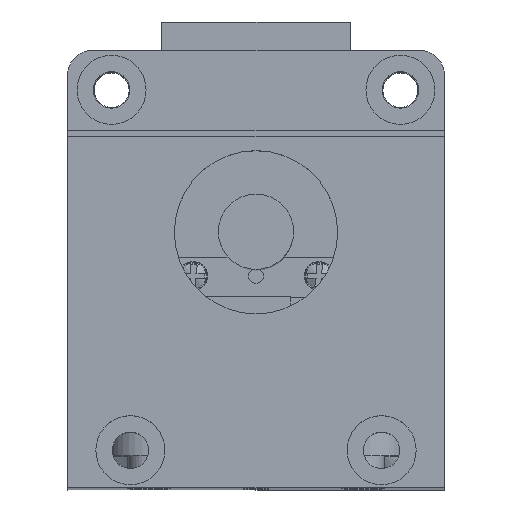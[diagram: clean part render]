
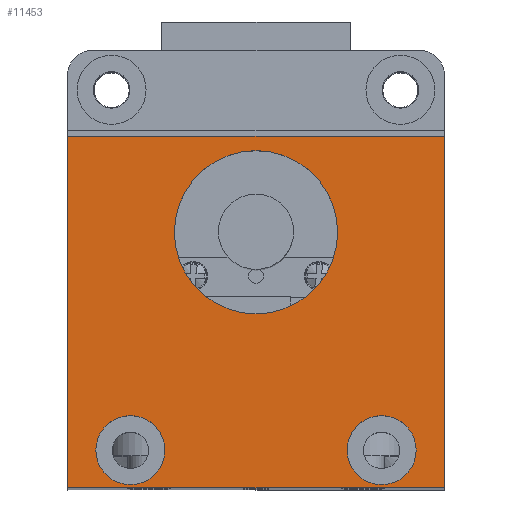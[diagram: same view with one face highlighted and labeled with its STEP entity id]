
A CAD part, top view. The second image highlights one B-rep face of the part: STEP entity #11453.
In plain terms, the highlighted planar face has unit normal (0, 0, 1).
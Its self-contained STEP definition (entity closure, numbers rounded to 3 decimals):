
#860=FACE_BOUND('',#2538,.T.);
#861=FACE_BOUND('',#2539,.T.);
#862=FACE_BOUND('',#2540,.T.);
#1225=CIRCLE('',#12507,2.75);
#1226=CIRCLE('',#12508,2.75);
#1227=CIRCLE('',#12509,6.5);
#1831=FACE_OUTER_BOUND('',#2537,.T.);
#2537=EDGE_LOOP('',(#10282,#10283,#10284,#10285));
#2538=EDGE_LOOP('',(#10286));
#2539=EDGE_LOOP('',(#10287));
#2540=EDGE_LOOP('',(#10288));
#3631=LINE('',#18954,#4706);
#3634=LINE('',#18960,#4709);
#3635=LINE('',#18961,#4710);
#3636=LINE('',#18962,#4711);
#4706=VECTOR('',#15435,30.);
#4709=VECTOR('',#15440,30.);
#4710=VECTOR('',#15441,28.);
#4711=VECTOR('',#15442,28.);
#5727=VERTEX_POINT('',#18952);
#5728=VERTEX_POINT('',#18953);
#5729=VERTEX_POINT('',#18958);
#5730=VERTEX_POINT('',#18959);
#5731=VERTEX_POINT('',#18963);
#5732=VERTEX_POINT('',#18965);
#5733=VERTEX_POINT('',#18967);
#7255=EDGE_CURVE('',#5727,#5728,#3631,.T.);
#7258=EDGE_CURVE('',#5729,#5730,#3634,.T.);
#7259=EDGE_CURVE('',#5729,#5727,#3635,.T.);
#7260=EDGE_CURVE('',#5728,#5730,#3636,.T.);
#7261=EDGE_CURVE('',#5731,#5731,#1225,.T.);
#7262=EDGE_CURVE('',#5732,#5732,#1226,.T.);
#7263=EDGE_CURVE('',#5733,#5733,#1227,.T.);
#10282=ORIENTED_EDGE('',*,*,#7258,.F.);
#10283=ORIENTED_EDGE('',*,*,#7259,.T.);
#10284=ORIENTED_EDGE('',*,*,#7255,.T.);
#10285=ORIENTED_EDGE('',*,*,#7260,.T.);
#10286=ORIENTED_EDGE('',*,*,#7261,.F.);
#10287=ORIENTED_EDGE('',*,*,#7262,.F.);
#10288=ORIENTED_EDGE('',*,*,#7263,.F.);
#10865=PLANE('',#12506);
#11453=ADVANCED_FACE('',(#1831,#860,#861,#862),#10865,.F.);
#12506=AXIS2_PLACEMENT_3D('',#18957,#15438,#15439);
#12507=AXIS2_PLACEMENT_3D('',#18964,#15443,#15444);
#12508=AXIS2_PLACEMENT_3D('',#18966,#15445,#15446);
#12509=AXIS2_PLACEMENT_3D('',#18968,#15447,#15448);
#15435=DIRECTION('',(-1.,0.,0.));
#15438=DIRECTION('center_axis',(0.,0.,-1.));
#15439=DIRECTION('ref_axis',(-1.,0.,0.));
#15440=DIRECTION('',(-1.,0.,0.));
#15441=DIRECTION('',(0.,1.,0.));
#15442=DIRECTION('',(0.,-1.,0.));
#15443=DIRECTION('center_axis',(0.,0.,1.));
#15444=DIRECTION('ref_axis',(1.,0.,0.));
#15445=DIRECTION('center_axis',(0.,0.,1.));
#15446=DIRECTION('ref_axis',(1.,0.,0.));
#15447=DIRECTION('center_axis',(0.,0.,1.));
#15448=DIRECTION('ref_axis',(1.,0.,0.));
#18952=CARTESIAN_POINT('',(15.,25.,93.));
#18953=CARTESIAN_POINT('',(-15.,25.,93.));
#18954=CARTESIAN_POINT('',(15.,25.,93.));
#18957=CARTESIAN_POINT('Origin',(43.636,25.,93.));
#18958=CARTESIAN_POINT('',(15.,-3.,93.));
#18959=CARTESIAN_POINT('',(-15.,-3.,93.));
#18960=CARTESIAN_POINT('',(15.,-3.,93.));
#18961=CARTESIAN_POINT('',(15.,-3.,93.));
#18962=CARTESIAN_POINT('',(-15.,25.,93.));
#18963=CARTESIAN_POINT('',(-12.75,0.,93.));
#18964=CARTESIAN_POINT('Origin',(-10.,0.,93.));
#18965=CARTESIAN_POINT('',(7.25,0.,93.));
#18966=CARTESIAN_POINT('Origin',(10.,0.,93.));
#18967=CARTESIAN_POINT('',(-6.5,17.35,93.));
#18968=CARTESIAN_POINT('Origin',(0.,17.35,93.));
